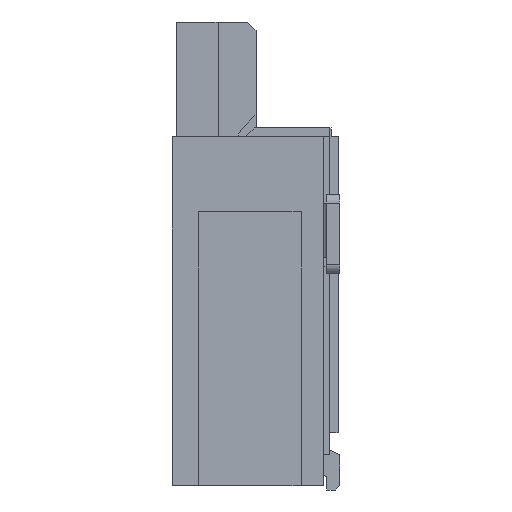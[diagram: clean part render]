
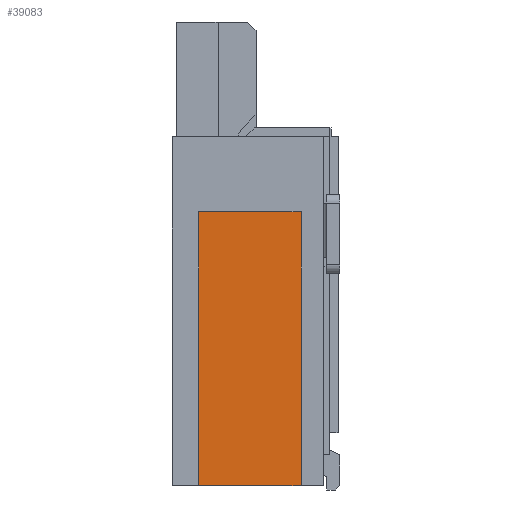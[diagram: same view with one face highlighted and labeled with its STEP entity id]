
A CAD part, left-side view. The second image highlights one B-rep face of the part: STEP entity #39083.
In plain terms, the highlighted planar face has unit normal (-1, 0, 0).
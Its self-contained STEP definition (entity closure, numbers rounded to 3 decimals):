
#11861=DIRECTION('',(0.,1.,0.));
#11862=VECTOR('',#11861,1.16);
#11863=CARTESIAN_POINT('',(-10.1,0.42,-1.25));
#11864=LINE('',#11863,#11862);
#11901=DIRECTION('',(0.,0.,-1.));
#11902=VECTOR('',#11901,3.1);
#11903=CARTESIAN_POINT('',(-10.1,1.58,1.85));
#11904=LINE('',#11903,#11902);
#11905=DIRECTION('',(0.,1.,0.));
#11906=VECTOR('',#11905,1.16);
#11907=CARTESIAN_POINT('',(-10.1,0.42,1.85));
#11908=LINE('',#11907,#11906);
#11909=DIRECTION('',(0.,0.,1.));
#11910=VECTOR('',#11909,3.1);
#11911=CARTESIAN_POINT('',(-10.1,0.42,-1.25));
#11912=LINE('',#11911,#11910);
#20989=CARTESIAN_POINT('',(-10.1,0.42,1.85));
#20990=CARTESIAN_POINT('',(-10.1,1.58,1.85));
#20991=VERTEX_POINT('',#20989);
#20992=VERTEX_POINT('',#20990);
#21001=CARTESIAN_POINT('',(-10.1,0.42,-1.25));
#21002=CARTESIAN_POINT('',(-10.1,1.58,-1.25));
#21003=VERTEX_POINT('',#21001);
#21004=VERTEX_POINT('',#21002);
#39070=CARTESIAN_POINT('',(-10.1,0.,0.));
#39071=DIRECTION('',(-1.,0.,0.));
#39072=DIRECTION('',(0.,0.,1.));
#39073=AXIS2_PLACEMENT_3D('',#39070,#39071,#39072);
#39074=PLANE('',#39073);
#39075=ORIENTED_EDGE('',*,*,#39034,.T.);
#39077=ORIENTED_EDGE('',*,*,#39076,.F.);
#39079=ORIENTED_EDGE('',*,*,#39078,.F.);
#39080=ORIENTED_EDGE('',*,*,#39022,.F.);
#39081=EDGE_LOOP('',(#39075,#39077,#39079,#39080));
#39082=FACE_OUTER_BOUND('',#39081,.F.);
#39083=ADVANCED_FACE('',(#39082),#39074,.T.);
#39022=EDGE_CURVE('',#21003,#20991,#11912,.T.);
#39034=EDGE_CURVE('',#21003,#21004,#11864,.T.);
#39076=EDGE_CURVE('',#20992,#21004,#11904,.T.);
#39078=EDGE_CURVE('',#20991,#20992,#11908,.T.);
